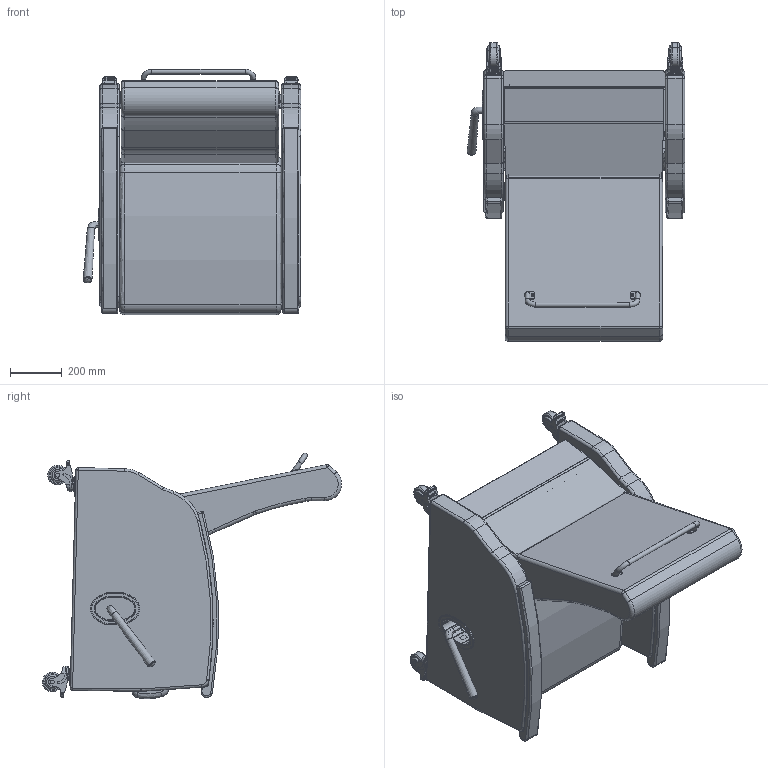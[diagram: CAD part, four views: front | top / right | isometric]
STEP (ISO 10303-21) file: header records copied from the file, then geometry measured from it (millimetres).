
FILE_DESCRIPTION(/* description */ (''),/* implementation_level */ '2;1');
FILE_NAME(/* name */ 'L1117U.stp',/* time_stamp */ '2017-09-13T10:26:02-04:00',/* author */ ('emehringer'),/* organization */ (''),/* preprocessor_version */ 'ST-DEVELOPER v16.5',/* originating_system */ 'Autodesk Inventor 2017',/* authorisation */ '');
FILE_SCHEMA (('AUTOMOTIVE_DESIGN { 1 0 10303 214 3 1 1 }'));
Length unit declared in the file: inch
Products named in the file (29): L1117U-W-J (SYMBOL); 4000 UKP; 4000 USEAT; 4000 UKO; EV7070 UBACK FLAP; BEZEL-1; E1010 FARM L; E1010 FARM R; HDL 3000 BLK; HDL 3000 BLKPLASTIC; HDL 3000 BLK METAL; 7000-2 CON PLT; CAST COL 4inSLB; _NG-03AMP-125-TL-TP01_fork; _TP01_Next Generation Series_0; _NG-03QDP-125-SW-TP01_rivet; _NG-03AMP-125-TL-TP01_wheel_core; _NG-03AMP-125-TL-TP01_wheel_tread; _NG-03AMP-125-TL-TP01_wheel_guard; _NG-03AMP-125-TL-TP01_wheel_tguard; _NG-03AMP-125-TL-TP01_cap; O1010 UBACK; CABLE LEVER; PB3; PUSH BAR 17.625; PUSH BAR 17.625_1; PUSH BAR 17.625 right side; 1420X1.5 PSHPB; MAC L1010
Assembly tree (34 placements, depth 4):
  L1117U-W-J (SYMBOL)
    4000 UKP
    4000 USEAT
    4000 UKO
    EV7070 UBACK FLAP
    BEZEL-1
    E1010 FARM L
    E1010 FARM R
    HDL 3000 BLK
      HDL 3000 BLKPLASTIC
      HDL 3000 BLK METAL
    7000-2 CON PLT
    CAST COL 4inSLB  x4
      _NG-03AMP-125-TL-TP01_fork
      _TP01_Next Generation Series_0
      _NG-03QDP-125-SW-TP01_rivet
      _NG-03AMP-125-TL-TP01_wheel_core
      _NG-03AMP-125-TL-TP01_wheel_tread
      _NG-03AMP-125-TL-TP01_wheel_guard
      _NG-03AMP-125-TL-TP01_wheel_tguard
      _NG-03AMP-125-TL-TP01_cap
    O1010 UBACK
    CABLE LEVER
    PB3
      PUSH BAR 17.625
        PUSH BAR 17.625_1
        PUSH BAR 17.625 right side
      1420X1.5 PSHPB  x2
    MAC L1010  x2
Bounding box: 842.15 x 1157.69 x 950.59 mm (x, y, z)
Volume: 182730213.5 mm3; surface area: 6412082.2 mm2
Topology: 55 solids, 67 shells, 1472 faces, 3472 edges, 2184 vertices
Faces by surface type: cylinder 646, plane 533, torus 174, bspline 52, cone 36, sphere 31
Full cylindrical faces by diameter (mm): 4.366 x10, 5.953 x1, 6.35 x10, 7.938 x2, 11.989 x4, 12.497 x2, 14.877 x4, 15.062 x4, 15.24 x8, 19.05 x3, 19.075 x4, 25.4 x4, 31.75 x1, 38.049 x4, 44.298 x4, 52.273 x4, 55.372 x8, 57.15 x8, 76.2 x4
Entity records: 28284 total; most frequent: CARTESIAN_POINT 7418, DIRECTION 4547, ORIENTED_EDGE 3870, EDGE_CURVE 1935, AXIS2_PLACEMENT_3D 1845, VERTEX_POINT 1212, EDGE_LOOP 987, CIRCLE 898
